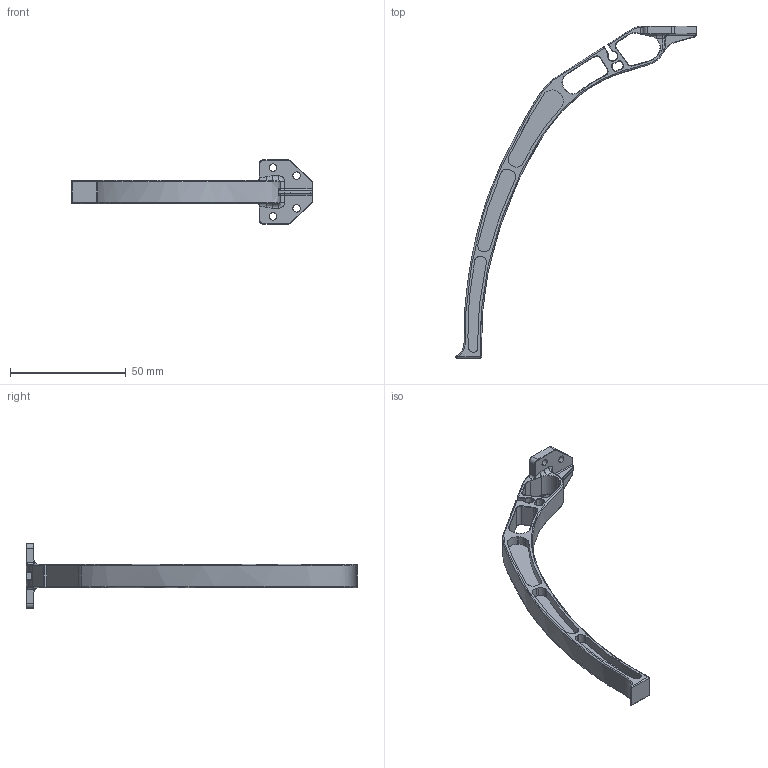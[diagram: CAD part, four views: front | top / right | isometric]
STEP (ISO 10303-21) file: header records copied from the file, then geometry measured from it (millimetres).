
FILE_DESCRIPTION (( 'STEP AP203' ), '1' );
FILE_NAME ('Landing_leg_Predeterminado_sldprt.STEP', '2022-06-23T14:44:59', ( '' ), ( '' ), 'SwSTEP 2.0', 'SolidWorks 2020', '' );
FILE_SCHEMA (( 'CONFIG_CONTROL_DESIGN' ));
Length unit declared in the file: millimetre
Products named in the file (1): Landing_leg_Predeterminado_sldprt
Bounding box: 104.1 x 143.29 x 28 mm (x, y, z)
Volume: 10068.8 mm3; surface area: 11063.4 mm2
Topology: 1 solids, 1 shells, 291 faces, 719 edges, 426 vertices
Faces by surface type: cylinder 124, bspline 56, plane 54, torus 52, sphere 5
Entity records: 12434 total; most frequent: CARTESIAN_POINT 5724, ORIENTED_EDGE 1422, DIRECTION 1381, EDGE_CURVE 711, AXIS2_PLACEMENT_3D 555, VERTEX_POINT 426, CIRCLE 319, EDGE_LOOP 309
